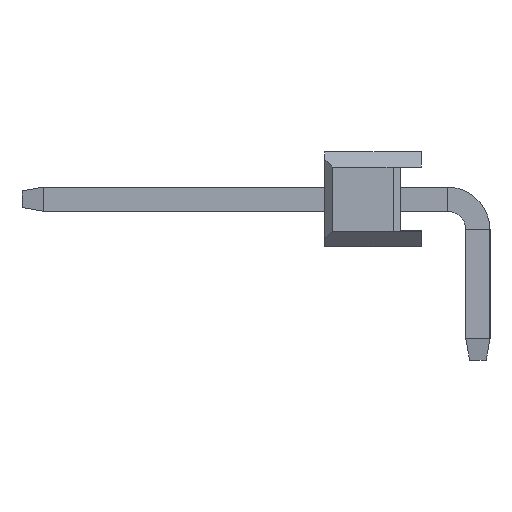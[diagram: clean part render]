
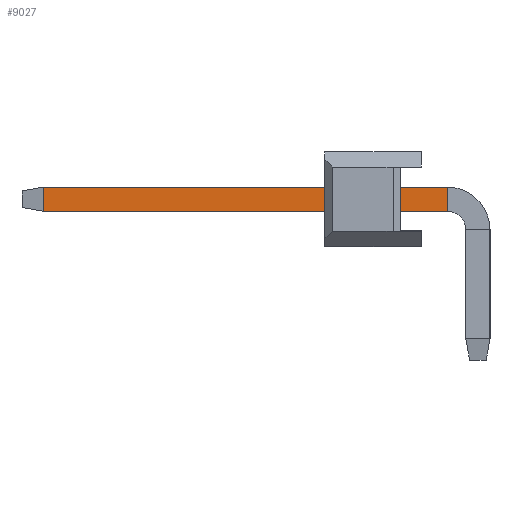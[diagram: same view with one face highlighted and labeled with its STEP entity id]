
A CAD part, left-side view. The second image highlights one B-rep face of the part: STEP entity #9027.
In plain terms, the highlighted planar face has unit normal (-1, 0, 0).
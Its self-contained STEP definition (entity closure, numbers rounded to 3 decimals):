
#253 = EDGE_CURVE ( 'NONE', #24962, #23508, #23457, .T. ) ;
#1916 = CARTESIAN_POINT ( 'NONE',  ( -46.04, 9.973, -0.32 ) ) ;
#2767 = LINE ( 'NONE', #10697, #3624 ) ;
#3358 = VECTOR ( 'NONE', #13970, 1000. ) ;
#3624 = VECTOR ( 'NONE', #18627, 1000. ) ;
#3679 = DIRECTION ( 'NONE',  ( 0., -1., 0. ) ) ;
#4058 = DIRECTION ( 'NONE',  ( 0., 0., -1. ) ) ;
#5413 = AXIS2_PLACEMENT_3D ( 'NONE', #13943, #21832, #4058 ) ;
#5591 = EDGE_LOOP ( 'NONE', ( #12520, #9952, #13054, #8625 ) ) ;
#5736 = CARTESIAN_POINT ( 'NONE',  ( -46.04, 10.54, -0.32 ) ) ;
#6006 = PLANE ( 'NONE',  #5413 ) ;
#6034 = CARTESIAN_POINT ( 'NONE',  ( -46.04, -0.7, 0.32 ) ) ;
#8625 = ORIENTED_EDGE ( 'NONE', *, *, #9460, .T. ) ;
#9027 = ADVANCED_FACE ( 'NONE', ( #23719 ), #6006, .F. ) ;
#9460 = EDGE_CURVE ( 'NONE', #23508, #13408, #23744, .T. ) ;
#9952 = ORIENTED_EDGE ( 'NONE', *, *, #24308, .T. ) ;
#10697 = CARTESIAN_POINT ( 'NONE',  ( -46.04, 9.973, -0.32 ) ) ;
#12520 = ORIENTED_EDGE ( 'NONE', *, *, #14517, .F. ) ;
#13054 = ORIENTED_EDGE ( 'NONE', *, *, #253, .T. ) ;
#13408 = VERTEX_POINT ( 'NONE', #21966 ) ;
#13549 = LINE ( 'NONE', #21449, #21054 ) ;
#13671 = DIRECTION ( 'NONE',  ( 0., -1., 0. ) ) ;
#13943 = CARTESIAN_POINT ( 'NONE',  ( -46.04, 10.54, 0.32 ) ) ;
#13970 = DIRECTION ( 'NONE',  ( 0., 0., 1. ) ) ;
#14517 = EDGE_CURVE ( 'NONE', #25207, #13408, #13549, .T. ) ;
#18627 = DIRECTION ( 'NONE',  ( 0., 0., -1. ) ) ;
#18740 = CARTESIAN_POINT ( 'NONE',  ( -46.04, -0.7, -0.32 ) ) ;
#21054 = VECTOR ( 'NONE', #3679, 1000. ) ;
#21449 = CARTESIAN_POINT ( 'NONE',  ( -46.04, 10.54, 0.32 ) ) ;
#21832 = DIRECTION ( 'NONE',  ( 1., 0., 0. ) ) ;
#21966 = CARTESIAN_POINT ( 'NONE',  ( -46.04, -0.7, 0.32 ) ) ;
#23457 = LINE ( 'NONE', #5736, #24388 ) ;
#23508 = VERTEX_POINT ( 'NONE', #18740 ) ;
#23719 = FACE_OUTER_BOUND ( 'NONE', #5591, .T. ) ;
#23744 = LINE ( 'NONE', #6034, #3358 ) ;
#24308 = EDGE_CURVE ( 'NONE', #25207, #24962, #2767, .T. ) ;
#24388 = VECTOR ( 'NONE', #13671, 1000. ) ;
#24638 = CARTESIAN_POINT ( 'NONE',  ( -46.04, 9.973, 0.32 ) ) ;
#24962 = VERTEX_POINT ( 'NONE', #1916 ) ;
#25207 = VERTEX_POINT ( 'NONE', #24638 ) ;
